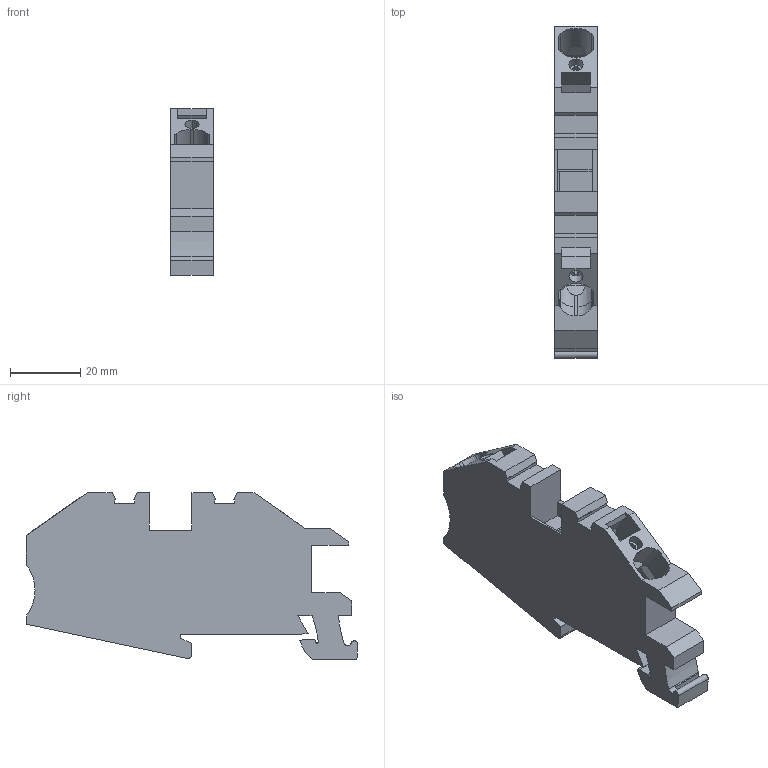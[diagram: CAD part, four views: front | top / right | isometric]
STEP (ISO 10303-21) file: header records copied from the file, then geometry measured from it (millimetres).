
FILE_DESCRIPTION(('Creo Elements/Direct Modeling STEP Export'),'2;1');
FILE_NAME('model.stp','2018-11-30T12:07:25',(''),(''),'Creo Elements/Direct Modeling STEP processor for AP214 (Solid Model)','Creo Elements/Direct Modeling 18.1I 14-Aug-2016 (C) Parametric Technology GmbH','');
FILE_SCHEMA(('AUTOMOTIVE_DESIGN { 1 0 10303 214 1 1 1 1 }'));
Length unit declared in the file: millimetre
Products named in the file (2): STI_16-PE-SELECT
Assembly tree (1 placements, depth 2):
  STI_16-PE-SELECT
    STI_16-PE-SELECT
Bounding box: 12 x 94.68 x 47.59 mm (x, y, z)
Volume: 33093.7 mm3; surface area: 13621.8 mm2
Topology: 1 solids, 1 shells, 166 faces, 476 edges, 317 vertices
Faces by surface type: plane 115, cylinder 43, cone 8
Entity records: 7040 total; most frequent: CARTESIAN_POINT 1257, ORIENTED_EDGE 952, DIRECTION 887, EDGE_CURVE 476, VECTOR 345, LINE 345, VERTEX_POINT 317, AXIS2_PLACEMENT_3D 271
